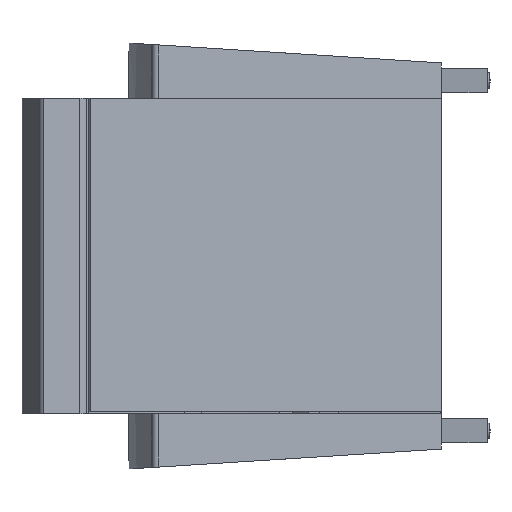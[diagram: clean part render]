
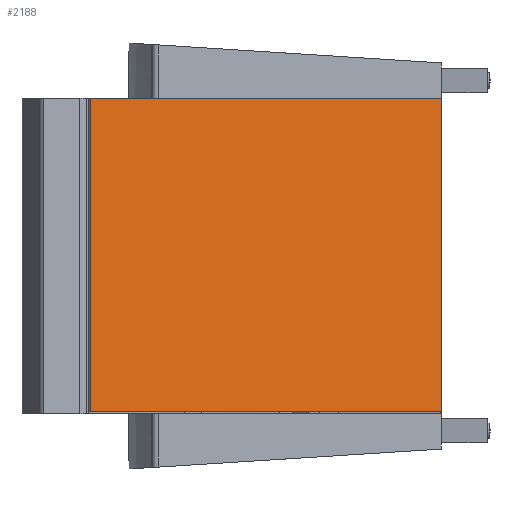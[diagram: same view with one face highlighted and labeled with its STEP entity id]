
A CAD part, left-side view. The second image highlights one B-rep face of the part: STEP entity #2188.
In plain terms, the highlighted face is planar.
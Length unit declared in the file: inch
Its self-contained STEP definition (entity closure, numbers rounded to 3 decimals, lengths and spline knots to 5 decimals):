
#187=PLANE('',#2443);
#291=FACE_OUTER_BOUND('',#423,.T.);
#423=EDGE_LOOP('',(#1795,#1796,#1797,#1798));
#615=LINE('',#3613,#796);
#618=LINE('',#3619,#799);
#621=LINE('',#3625,#802);
#624=LINE('',#3629,#805);
#796=VECTOR('',#2913,0.3937);
#799=VECTOR('',#2918,0.3937);
#802=VECTOR('',#2923,0.3937);
#805=VECTOR('',#2928,0.3937);
#1068=VERTEX_POINT('',#3610);
#1069=VERTEX_POINT('',#3612);
#1071=VERTEX_POINT('',#3618);
#1073=VERTEX_POINT('',#3624);
#1325=EDGE_CURVE('',#1069,#1068,#615,.T.);
#1328=EDGE_CURVE('',#1071,#1069,#618,.T.);
#1331=EDGE_CURVE('',#1073,#1071,#621,.T.);
#1334=EDGE_CURVE('',#1068,#1073,#624,.T.);
#1795=ORIENTED_EDGE('',*,*,#1334,.T.);
#1796=ORIENTED_EDGE('',*,*,#1331,.T.);
#1797=ORIENTED_EDGE('',*,*,#1328,.T.);
#1798=ORIENTED_EDGE('',*,*,#1325,.T.);
#2188=ADVANCED_FACE('',(#291),#187,.T.);
#2443=AXIS2_PLACEMENT_3D('',#3631,#2931,#2932);
#2913=DIRECTION('',(0.,1.,0.));
#2918=DIRECTION('',(1.,0.,0.));
#2923=DIRECTION('',(0.,-1.,0.));
#2928=DIRECTION('',(-1.,0.,0.));
#2931=DIRECTION('center_axis',(0.,0.,1.));
#2932=DIRECTION('ref_axis',(1.,0.,0.));
#3610=CARTESIAN_POINT('',(22.625,0.,0.75));
#3612=CARTESIAN_POINT('',(22.625,-25.75,0.75));
#3613=CARTESIAN_POINT('',(22.625,0.,0.75));
#3618=CARTESIAN_POINT('',(0.,-25.75,0.75));
#3619=CARTESIAN_POINT('',(22.625,-25.75,0.75));
#3624=CARTESIAN_POINT('',(0.,0.,0.75));
#3625=CARTESIAN_POINT('',(0.,-25.75,0.75));
#3629=CARTESIAN_POINT('',(0.,0.,0.75));
#3631=CARTESIAN_POINT('Origin',(11.3125,-12.875,0.75));
